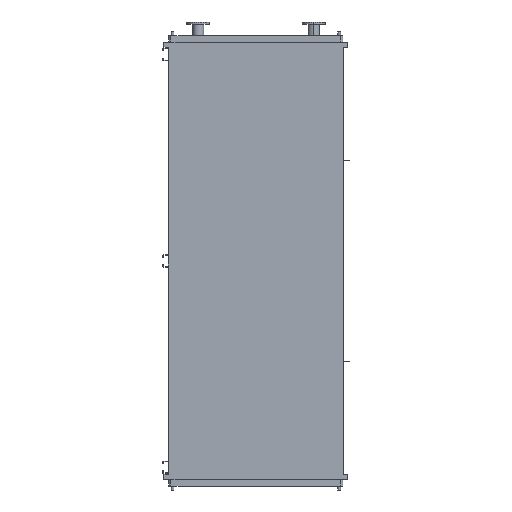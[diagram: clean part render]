
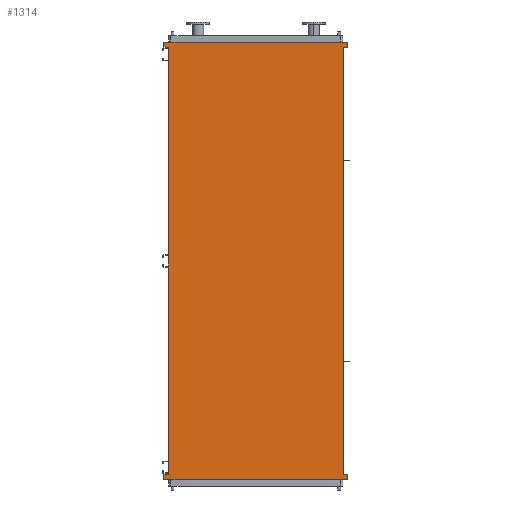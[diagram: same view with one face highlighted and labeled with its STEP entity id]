
A CAD part, front view. The second image highlights one B-rep face of the part: STEP entity #1314.
In plain terms, the highlighted planar face has unit normal (0, -1, 0).
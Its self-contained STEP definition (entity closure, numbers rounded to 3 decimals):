
#158 = ORIENTED_EDGE ( 'NONE', *, *, #2715, .F. ) ;
#217 = CARTESIAN_POINT ( 'NONE',  ( 891., 0., -4145. ) ) ;
#264 = CARTESIAN_POINT ( 'NONE',  ( -891., 0., 43. ) ) ;
#376 = ORIENTED_EDGE ( 'NONE', *, *, #14421, .F. ) ;
#512 = CARTESIAN_POINT ( 'NONE',  ( -845., 0., -4093. ) ) ;
#521 = VERTEX_POINT ( 'NONE', #12276 ) ;
#529 = CARTESIAN_POINT ( 'NONE',  ( 891., 0., 95. ) ) ;
#563 = EDGE_LOOP ( 'NONE', ( #1267, #8642, #7065, #11389, #1404, #5523, #158, #376, #11331, #8226, #6577, #11918 ) ) ;
#610 = DIRECTION ( 'NONE',  ( 1., 0., 0. ) ) ;
#643 = VERTEX_POINT ( 'NONE', #13103 ) ;
#676 = DIRECTION ( 'NONE',  ( -1., 0., 0. ) ) ;
#697 = VECTOR ( 'NONE', #1347, 1000. ) ;
#773 = VERTEX_POINT ( 'NONE', #1989 ) ;
#826 = VERTEX_POINT ( 'NONE', #11380 ) ;
#896 = DIRECTION ( 'NONE',  ( 1., 0., 0. ) ) ;
#899 = LINE ( 'NONE', #12595, #13143 ) ;
#975 = PLANE ( 'NONE',  #6562 ) ;
#1052 = EDGE_CURVE ( 'NONE', #13533, #14687, #10980, .T. ) ;
#1202 = DIRECTION ( 'NONE',  ( 0., 0., 1. ) ) ;
#1223 = EDGE_CURVE ( 'NONE', #8095, #14687, #12523, .T. ) ;
#1267 = ORIENTED_EDGE ( 'NONE', *, *, #1052, .T. ) ;
#1314 = ADVANCED_FACE ( 'NONE', ( #2131 ), #975, .T. ) ;
#1347 = DIRECTION ( 'NONE',  ( -1., 0., 0. ) ) ;
#1404 = ORIENTED_EDGE ( 'NONE', *, *, #10820, .F. ) ;
#1688 = VECTOR ( 'NONE', #8303, 1000. ) ;
#1971 = CARTESIAN_POINT ( 'NONE',  ( 845., 0., 43. ) ) ;
#1989 = CARTESIAN_POINT ( 'NONE',  ( -891., 0., -4093. ) ) ;
#2131 = FACE_OUTER_BOUND ( 'NONE', #563, .T. ) ;
#2169 = VERTEX_POINT ( 'NONE', #6849 ) ;
#2397 = VECTOR ( 'NONE', #610, 1000. ) ;
#2606 = LINE ( 'NONE', #7073, #1688 ) ;
#2715 = EDGE_CURVE ( 'NONE', #8118, #2169, #2606, .T. ) ;
#3063 = EDGE_CURVE ( 'NONE', #2169, #643, #8422, .T. ) ;
#3128 = CARTESIAN_POINT ( 'NONE',  ( 891., 0., 95. ) ) ;
#3327 = DIRECTION ( 'NONE',  ( 1., 0., 0. ) ) ;
#3585 = CARTESIAN_POINT ( 'NONE',  ( -845., 0., -4050. ) ) ;
#3711 = LINE ( 'NONE', #11516, #4203 ) ;
#3814 = EDGE_CURVE ( 'NONE', #826, #5396, #6300, .T. ) ;
#4057 = EDGE_CURVE ( 'NONE', #12962, #773, #4748, .T. ) ;
#4087 = CARTESIAN_POINT ( 'NONE',  ( 845., 0., 43. ) ) ;
#4111 = VECTOR ( 'NONE', #676, 1000. ) ;
#4203 = VECTOR ( 'NONE', #11865, 1000. ) ;
#4712 = LINE ( 'NONE', #8974, #4759 ) ;
#4748 = LINE ( 'NONE', #10666, #8542 ) ;
#4759 = VECTOR ( 'NONE', #896, 1000. ) ;
#5250 = VECTOR ( 'NONE', #5919, 1000. ) ;
#5396 = VERTEX_POINT ( 'NONE', #3128 ) ;
#5523 = ORIENTED_EDGE ( 'NONE', *, *, #3063, .F. ) ;
#5542 = CARTESIAN_POINT ( 'NONE',  ( -891., 0., -4145. ) ) ;
#5668 = EDGE_CURVE ( 'NONE', #5396, #8095, #3711, .T. ) ;
#5919 = DIRECTION ( 'NONE',  ( 0., 0., 1. ) ) ;
#6212 = CARTESIAN_POINT ( 'NONE',  ( 845., 0., -4050. ) ) ;
#6300 = LINE ( 'NONE', #529, #2397 ) ;
#6562 = AXIS2_PLACEMENT_3D ( 'NONE', #3585, #12825, #11813 ) ;
#6577 = ORIENTED_EDGE ( 'NONE', *, *, #10390, .F. ) ;
#6849 = CARTESIAN_POINT ( 'NONE',  ( -845., 0., 43. ) ) ;
#7065 = ORIENTED_EDGE ( 'NONE', *, *, #5668, .F. ) ;
#7073 = CARTESIAN_POINT ( 'NONE',  ( -845., 0., -4050. ) ) ;
#7077 = CARTESIAN_POINT ( 'NONE',  ( -891., 0., 95. ) ) ;
#7281 = CARTESIAN_POINT ( 'NONE',  ( 891., 0., 43. ) ) ;
#7634 = EDGE_CURVE ( 'NONE', #521, #12962, #10601, .T. ) ;
#8095 = VERTEX_POINT ( 'NONE', #7281 ) ;
#8118 = VERTEX_POINT ( 'NONE', #512 ) ;
#8226 = ORIENTED_EDGE ( 'NONE', *, *, #7634, .F. ) ;
#8303 = DIRECTION ( 'NONE',  ( 0., 0., 1. ) ) ;
#8422 = LINE ( 'NONE', #264, #697 ) ;
#8542 = VECTOR ( 'NONE', #1202, 1000. ) ;
#8642 = ORIENTED_EDGE ( 'NONE', *, *, #1223, .F. ) ;
#8866 = CARTESIAN_POINT ( 'NONE',  ( 845., 0., -4093. ) ) ;
#8974 = CARTESIAN_POINT ( 'NONE',  ( -891., 0., -4093. ) ) ;
#9172 = CARTESIAN_POINT ( 'NONE',  ( 845., 0., -4093. ) ) ;
#10273 = VERTEX_POINT ( 'NONE', #14756 ) ;
#10390 = EDGE_CURVE ( 'NONE', #10273, #521, #899, .T. ) ;
#10601 = LINE ( 'NONE', #217, #13081 ) ;
#10666 = CARTESIAN_POINT ( 'NONE',  ( -891., 0., -4145. ) ) ;
#10820 = EDGE_CURVE ( 'NONE', #643, #826, #12932, .T. ) ;
#10831 = DIRECTION ( 'NONE',  ( -1., 0., 0. ) ) ;
#10980 = LINE ( 'NONE', #6212, #12719 ) ;
#11136 = VECTOR ( 'NONE', #3327, 1000. ) ;
#11331 = ORIENTED_EDGE ( 'NONE', *, *, #4057, .F. ) ;
#11380 = CARTESIAN_POINT ( 'NONE',  ( -891., 0., 95. ) ) ;
#11389 = ORIENTED_EDGE ( 'NONE', *, *, #3814, .F. ) ;
#11516 = CARTESIAN_POINT ( 'NONE',  ( 891., 0., 43. ) ) ;
#11813 = DIRECTION ( 'NONE',  ( 0., 0., -1. ) ) ;
#11865 = DIRECTION ( 'NONE',  ( 0., 0., -1. ) ) ;
#11918 = ORIENTED_EDGE ( 'NONE', *, *, #13677, .F. ) ;
#11985 = DIRECTION ( 'NONE',  ( 0., 0., 1. ) ) ;
#12276 = CARTESIAN_POINT ( 'NONE',  ( 891., 0., -4145. ) ) ;
#12523 = LINE ( 'NONE', #1971, #4111 ) ;
#12595 = CARTESIAN_POINT ( 'NONE',  ( 891., 0., -4093. ) ) ;
#12676 = DIRECTION ( 'NONE',  ( 0., 0., -1. ) ) ;
#12719 = VECTOR ( 'NONE', #11985, 1000. ) ;
#12825 = DIRECTION ( 'NONE',  ( 0., -1., 0. ) ) ;
#12932 = LINE ( 'NONE', #7077, #5250 ) ;
#12962 = VERTEX_POINT ( 'NONE', #5542 ) ;
#13081 = VECTOR ( 'NONE', #10831, 1000. ) ;
#13103 = CARTESIAN_POINT ( 'NONE',  ( -891., 0., 43. ) ) ;
#13143 = VECTOR ( 'NONE', #12676, 1000. ) ;
#13533 = VERTEX_POINT ( 'NONE', #8866 ) ;
#13677 = EDGE_CURVE ( 'NONE', #13533, #10273, #15028, .T. ) ;
#14421 = EDGE_CURVE ( 'NONE', #773, #8118, #4712, .T. ) ;
#14687 = VERTEX_POINT ( 'NONE', #4087 ) ;
#14756 = CARTESIAN_POINT ( 'NONE',  ( 891., 0., -4093. ) ) ;
#15028 = LINE ( 'NONE', #9172, #11136 ) ;
